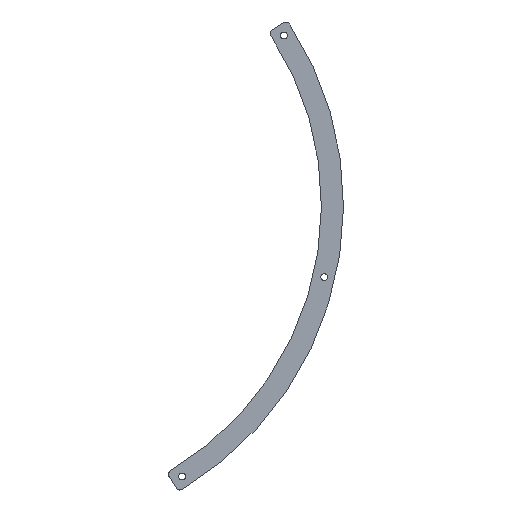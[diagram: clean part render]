
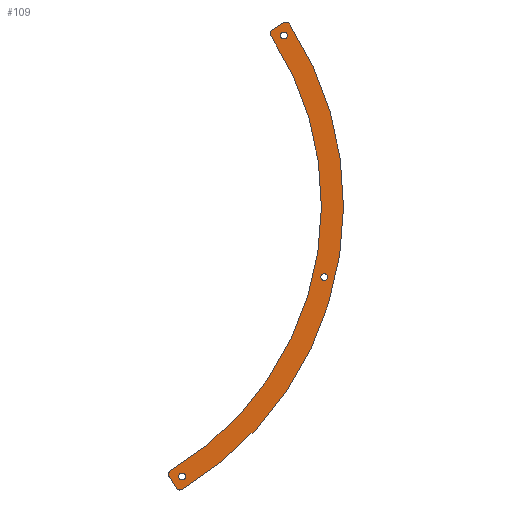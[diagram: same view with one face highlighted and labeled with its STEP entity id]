
A CAD part, front view. The second image highlights one B-rep face of the part: STEP entity #109.
In plain terms, the highlighted planar face has unit normal (0, -1, 0).
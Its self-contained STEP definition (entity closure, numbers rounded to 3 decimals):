
#4 = CARTESIAN_POINT ( 'NONE',  ( 72.688, 0., -121.986 ) ) ;
#5 = ORIENTED_EDGE ( 'NONE', *, *, #289, .F. ) ;
#22 = DIRECTION ( 'NONE',  ( -0.53, 0., 0.848 ) ) ;
#23 = DIRECTION ( 'NONE',  ( 0., 0., -1. ) ) ;
#30 = ORIENTED_EDGE ( 'NONE', *, *, #81, .F. ) ;
#34 = EDGE_CURVE ( 'NONE', #473, #136, #422, .T. ) ;
#37 = LINE ( 'NONE', #202, #535 ) ;
#51 = DIRECTION ( 'NONE',  ( 0., 1., 0. ) ) ;
#52 = AXIS2_PLACEMENT_3D ( 'NONE', #125, #441, #169 ) ;
#56 = ORIENTED_EDGE ( 'NONE', *, *, #389, .F. ) ;
#58 = DIRECTION ( 'NONE',  ( 0., 0., -1. ) ) ;
#62 = CARTESIAN_POINT ( 'NONE',  ( 141.284, 0., -32.618 ) ) ;
#64 = EDGE_LOOP ( 'NONE', ( #56, #482 ) ) ;
#65 = CIRCLE ( 'NONE', #52, 1.55 ) ;
#66 = CARTESIAN_POINT ( 'NONE',  ( 75.868, 0., -129.075 ) ) ;
#69 = ORIENTED_EDGE ( 'NONE', *, *, #543, .F. ) ;
#75 = CARTESIAN_POINT ( 'NONE',  ( 70.991, 0., -123.046 ) ) ;
#81 = EDGE_CURVE ( 'NONE', #598, #97, #123, .T. ) ;
#89 = CARTESIAN_POINT ( 'NONE',  ( 75.868, 0., -127.075 ) ) ;
#91 = CARTESIAN_POINT ( 'NONE',  ( 122.967, 0., 75.288 ) ) ;
#92 = FACE_BOUND ( 'NONE', #64, .T. ) ;
#97 = VERTEX_POINT ( 'NONE', #175 ) ;
#104 = CARTESIAN_POINT ( 'NONE',  ( 123.896, 0., 80.956 ) ) ;
#109 = ADVANCED_FACE ( 'NONE', ( #92, #203, #320, #578 ), #226, .F. ) ;
#110 = DIRECTION ( 'NONE',  ( 0., 0., 1. ) ) ;
#113 = AXIS2_PLACEMENT_3D ( 'NONE', #502, #233, #549 ) ;
#117 = CIRCLE ( 'NONE', #311, 150. ) ;
#119 = DIRECTION ( 'NONE',  ( 0., -1., 0. ) ) ;
#123 = CIRCLE ( 'NONE', #307, 1.55 ) ;
#124 = VERTEX_POINT ( 'NONE', #267 ) ;
#125 = CARTESIAN_POINT ( 'NONE',  ( 122.967, 0., 76.838 ) ) ;
#126 = DIRECTION ( 'NONE',  ( 0., 0., 1. ) ) ;
#131 = CARTESIAN_POINT ( 'NONE',  ( 122.967, 0., 76.838 ) ) ;
#132 = ORIENTED_EDGE ( 'NONE', *, *, #406, .F. ) ;
#134 = DIRECTION ( 'NONE',  ( 0., 0., -1. ) ) ;
#136 = VERTEX_POINT ( 'NONE', #581 ) ;
#144 = AXIS2_PLACEMENT_3D ( 'NONE', #89, #412, #134 ) ;
#145 = EDGE_LOOP ( 'NONE', ( #132, #409 ) ) ;
#147 = EDGE_CURVE ( 'NONE', #387, #529, #425, .T. ) ;
#149 = CIRCLE ( 'NONE', #401, 1.55 ) ;
#151 = DIRECTION ( 'NONE',  ( 0., 0., 1. ) ) ;
#154 = AXIS2_PLACEMENT_3D ( 'NONE', #477, #206, #516 ) ;
#159 = CARTESIAN_POINT ( 'NONE',  ( 122.836, 0., 82.652 ) ) ;
#160 = CIRCLE ( 'NONE', #196, 2. ) ;
#161 = ORIENTED_EDGE ( 'NONE', *, *, #530, .F. ) ;
#166 = ORIENTED_EDGE ( 'NONE', *, *, #491, .F. ) ;
#169 = DIRECTION ( 'NONE',  ( 0., 0., 1. ) ) ;
#175 = CARTESIAN_POINT ( 'NONE',  ( 122.967, 0., 78.388 ) ) ;
#192 = ORIENTED_EDGE ( 'NONE', *, *, #34, .F. ) ;
#196 = AXIS2_PLACEMENT_3D ( 'NONE', #579, #303, #23 ) ;
#199 = VERTEX_POINT ( 'NONE', #302 ) ;
#202 = CARTESIAN_POINT ( 'NONE',  ( 117.746, 0., 79.472 ) ) ;
#203 = FACE_BOUND ( 'NONE', #145, .T. ) ;
#206 = DIRECTION ( 'NONE',  ( 0., -1., 0. ) ) ;
#209 = VERTEX_POINT ( 'NONE', #559 ) ;
#226 = PLANE ( 'NONE',  #418 ) ;
#233 = DIRECTION ( 'NONE',  ( 0., -1., 0. ) ) ;
#237 = ORIENTED_EDGE ( 'NONE', *, *, #262, .F. ) ;
#253 = AXIS2_PLACEMENT_3D ( 'NONE', #104, #424, #151 ) ;
#260 = CARTESIAN_POINT ( 'NONE',  ( 74.172, 0., -128.135 ) ) ;
#261 = DIRECTION ( 'NONE',  ( 0., -1., 0. ) ) ;
#262 = EDGE_CURVE ( 'NONE', #136, #365, #37, .T. ) ;
#263 = DIRECTION ( 'NONE',  ( 0., 1., 0. ) ) ;
#267 = CARTESIAN_POINT ( 'NONE',  ( 141.284, 0., -31.068 ) ) ;
#269 = EDGE_CURVE ( 'NONE', #365, #199, #537, .T. ) ;
#278 = EDGE_LOOP ( 'NONE', ( #166, #30 ) ) ;
#282 = AXIS2_PLACEMENT_3D ( 'NONE', #391, #119, #434 ) ;
#289 = EDGE_CURVE ( 'NONE', #529, #503, #415, .T. ) ;
#302 = CARTESIAN_POINT ( 'NONE',  ( 125.57, 0., 82.05 ) ) ;
#303 = DIRECTION ( 'NONE',  ( 0., 1., 0. ) ) ;
#307 = AXIS2_PLACEMENT_3D ( 'NONE', #131, #445, #399 ) ;
#309 = CIRCLE ( 'NONE', #154, 1.55 ) ;
#311 = AXIS2_PLACEMENT_3D ( 'NONE', #531, #263, #576 ) ;
#313 = CARTESIAN_POINT ( 'NONE',  ( 123.896, 0., 80.956 ) ) ;
#320 = FACE_BOUND ( 'NONE', #278, .T. ) ;
#322 = CIRCLE ( 'NONE', #113, 140. ) ;
#325 = EDGE_CURVE ( 'NONE', #460, #124, #149, .T. ) ;
#336 = DIRECTION ( 'NONE',  ( 0., 1., 0. ) ) ;
#337 = EDGE_CURVE ( 'NONE', #385, #209, #309, .T. ) ;
#346 = VERTEX_POINT ( 'NONE', #66 ) ;
#365 = VERTEX_POINT ( 'NONE', #159 ) ;
#366 = ORIENTED_EDGE ( 'NONE', *, *, #469, .F. ) ;
#368 = AXIS2_PLACEMENT_3D ( 'NONE', #475, #51, #464 ) ;
#381 = DIRECTION ( 'NONE',  ( 0., -1., 0. ) ) ;
#385 = VERTEX_POINT ( 'NONE', #525 ) ;
#387 = VERTEX_POINT ( 'NONE', #260 ) ;
#389 = EDGE_CURVE ( 'NONE', #209, #385, #528, .T. ) ;
#391 = CARTESIAN_POINT ( 'NONE',  ( 76.838, 0., -122.967 ) ) ;
#394 = CARTESIAN_POINT ( 'NONE',  ( 141.284, 0., -34.168 ) ) ;
#398 = AXIS2_PLACEMENT_3D ( 'NONE', #4, #336, #58 ) ;
#399 = DIRECTION ( 'NONE',  ( 0., 0., 1. ) ) ;
#401 = AXIS2_PLACEMENT_3D ( 'NONE', #62, #381, #110 ) ;
#404 = VERTEX_POINT ( 'NONE', #432 ) ;
#406 = EDGE_CURVE ( 'NONE', #124, #460, #449, .T. ) ;
#409 = ORIENTED_EDGE ( 'NONE', *, *, #325, .F. ) ;
#412 = DIRECTION ( 'NONE',  ( 0., 1., 0. ) ) ;
#415 = CIRCLE ( 'NONE', #398, 2. ) ;
#418 = AXIS2_PLACEMENT_3D ( 'NONE', #313, #443, #126 ) ;
#422 = CIRCLE ( 'NONE', #368, 2. ) ;
#424 = DIRECTION ( 'NONE',  ( 0., 1., 0. ) ) ;
#425 = LINE ( 'NONE', #75, #539 ) ;
#432 = CARTESIAN_POINT ( 'NONE',  ( 76.893, 0., -128.792 ) ) ;
#434 = DIRECTION ( 'NONE',  ( 0., 0., 1. ) ) ;
#441 = DIRECTION ( 'NONE',  ( 0., -1., 0. ) ) ;
#443 = DIRECTION ( 'NONE',  ( 0., 1., 0. ) ) ;
#445 = DIRECTION ( 'NONE',  ( 0., -1., 0. ) ) ;
#449 = CIRCLE ( 'NONE', #462, 1.55 ) ;
#460 = VERTEX_POINT ( 'NONE', #394 ) ;
#462 = AXIS2_PLACEMENT_3D ( 'NONE', #526, #261, #574 ) ;
#464 = DIRECTION ( 'NONE',  ( 0., 0., 1. ) ) ;
#468 = DIRECTION ( 'NONE',  ( 0.848, 0., 0.53 ) ) ;
#469 = EDGE_CURVE ( 'NONE', #199, #404, #117, .T. ) ;
#473 = VERTEX_POINT ( 'NONE', #486 ) ;
#475 = CARTESIAN_POINT ( 'NONE',  ( 118.806, 0., 77.776 ) ) ;
#477 = CARTESIAN_POINT ( 'NONE',  ( 76.838, 0., -122.967 ) ) ;
#480 = EDGE_CURVE ( 'NONE', #346, #387, #160, .T. ) ;
#482 = ORIENTED_EDGE ( 'NONE', *, *, #337, .F. ) ;
#486 = CARTESIAN_POINT ( 'NONE',  ( 117.133, 0., 76.68 ) ) ;
#487 = CIRCLE ( 'NONE', #144, 2. ) ;
#489 = ORIENTED_EDGE ( 'NONE', *, *, #269, .F. ) ;
#491 = EDGE_CURVE ( 'NONE', #97, #598, #65, .T. ) ;
#492 = CARTESIAN_POINT ( 'NONE',  ( 71.664, 0., -120.268 ) ) ;
#502 = CARTESIAN_POINT ( 'NONE',  ( 0., 0., 0. ) ) ;
#503 = VERTEX_POINT ( 'NONE', #492 ) ;
#509 = EDGE_LOOP ( 'NONE', ( #489, #237, #192, #69, #5, #564, #570, #161, #366 ) ) ;
#516 = DIRECTION ( 'NONE',  ( 0., 0., 1. ) ) ;
#525 = CARTESIAN_POINT ( 'NONE',  ( 76.838, 0., -124.517 ) ) ;
#526 = CARTESIAN_POINT ( 'NONE',  ( 141.284, 0., -32.618 ) ) ;
#528 = CIRCLE ( 'NONE', #282, 1.55 ) ;
#529 = VERTEX_POINT ( 'NONE', #547 ) ;
#530 = EDGE_CURVE ( 'NONE', #404, #346, #487, .T. ) ;
#531 = CARTESIAN_POINT ( 'NONE',  ( 0., 0., 0. ) ) ;
#535 = VECTOR ( 'NONE', #468, 1000. ) ;
#537 = CIRCLE ( 'NONE', #253, 2. ) ;
#539 = VECTOR ( 'NONE', #22, 1000. ) ;
#543 = EDGE_CURVE ( 'NONE', #503, #473, #322, .T. ) ;
#547 = CARTESIAN_POINT ( 'NONE',  ( 70.991, 0., -123.046 ) ) ;
#549 = DIRECTION ( 'NONE',  ( 0., 0., 1. ) ) ;
#559 = CARTESIAN_POINT ( 'NONE',  ( 76.838, 0., -121.417 ) ) ;
#564 = ORIENTED_EDGE ( 'NONE', *, *, #147, .F. ) ;
#570 = ORIENTED_EDGE ( 'NONE', *, *, #480, .F. ) ;
#574 = DIRECTION ( 'NONE',  ( 0., 0., 1. ) ) ;
#576 = DIRECTION ( 'NONE',  ( 0., 0., 1. ) ) ;
#578 = FACE_OUTER_BOUND ( 'NONE', #509, .T. ) ;
#579 = CARTESIAN_POINT ( 'NONE',  ( 75.868, 0., -127.075 ) ) ;
#581 = CARTESIAN_POINT ( 'NONE',  ( 117.746, 0., 79.472 ) ) ;
#598 = VERTEX_POINT ( 'NONE', #91 ) ;
